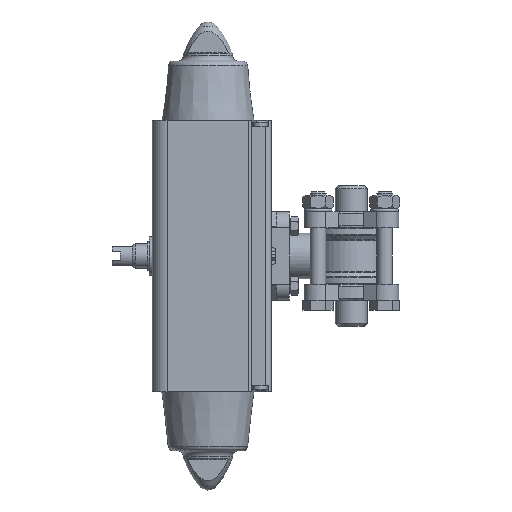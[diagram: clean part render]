
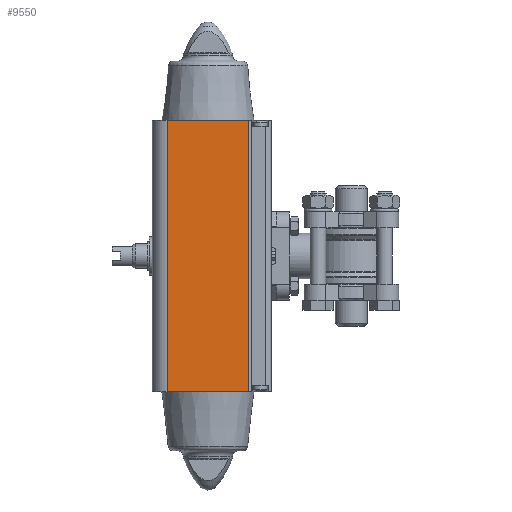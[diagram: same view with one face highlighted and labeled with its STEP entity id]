
A CAD part, left-side view. The second image highlights one B-rep face of the part: STEP entity #9550.
In plain terms, the highlighted planar face has unit normal (-1, 0, 0).
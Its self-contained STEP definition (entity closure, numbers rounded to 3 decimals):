
#2624=ORIENTED_EDGE('',*,*,#4342,.T.);
#2625=ORIENTED_EDGE('',*,*,#4385,.F.);
#2626=ORIENTED_EDGE('',*,*,#4370,.F.);
#2627=ORIENTED_EDGE('',*,*,#4386,.T.);
#4342=EDGE_CURVE('',#5380,#5379,#6142,.T.);
#4370=EDGE_CURVE('',#5403,#5404,#6160,.T.);
#4385=EDGE_CURVE('',#5404,#5379,#6162,.T.);
#4386=EDGE_CURVE('',#5403,#5380,#6163,.T.);
#5379=VERTEX_POINT('',#16076);
#5380=VERTEX_POINT('',#16078);
#5403=VERTEX_POINT('',#16132);
#5404=VERTEX_POINT('',#16134);
#6142=LINE('',#16077,#6867);
#6160=LINE('',#16133,#6885);
#6162=LINE('',#16221,#6887);
#6163=LINE('',#16222,#6888);
#6867=VECTOR('',#12621,1000.);
#6885=VECTOR('',#12667,1000.);
#6887=VECTOR('',#12693,1000.);
#6888=VECTOR('',#12694,1000.);
#7661=EDGE_LOOP('',(#2624,#2625,#2626,#2627));
#8488=FACE_BOUND('',#7661,.T.);
#9050=PLANE('',#10535);
#9550=ADVANCED_FACE('',(#8488),#9050,.F.);
#10535=AXIS2_PLACEMENT_3D('',#16220,#12691,#12692);
#12621=DIRECTION('',(0.,-1.,0.));
#12667=DIRECTION('',(0.,-1.,0.));
#12691=DIRECTION('',(1.,0.,0.));
#12692=DIRECTION('',(0.,0.,-1.));
#12693=DIRECTION('',(0.,0.,-1.));
#12694=DIRECTION('',(0.,0.,-1.));
#16076=CARTESIAN_POINT('',(-27.7,-20.446,-67.65));
#16077=CARTESIAN_POINT('',(-27.7,20.3,-67.65));
#16078=CARTESIAN_POINT('',(-27.7,20.3,-67.65));
#16132=CARTESIAN_POINT('',(-27.7,20.3,67.65));
#16133=CARTESIAN_POINT('',(-27.7,20.3,67.65));
#16134=CARTESIAN_POINT('',(-27.7,-20.446,67.65));
#16220=CARTESIAN_POINT('',(-27.7,20.3,67.65));
#16221=CARTESIAN_POINT('',(-27.7,-20.446,67.65));
#16222=CARTESIAN_POINT('',(-27.7,20.3,67.65));
